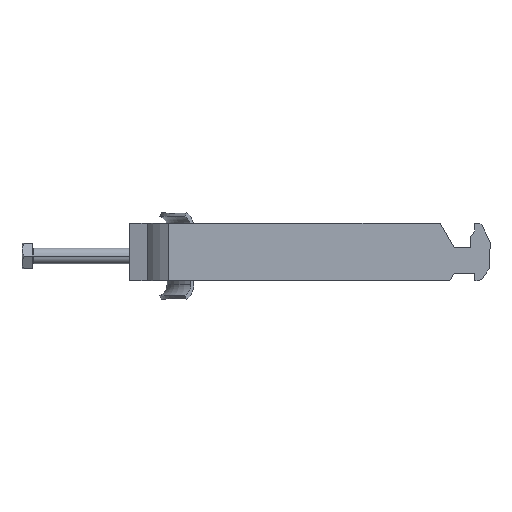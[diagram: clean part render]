
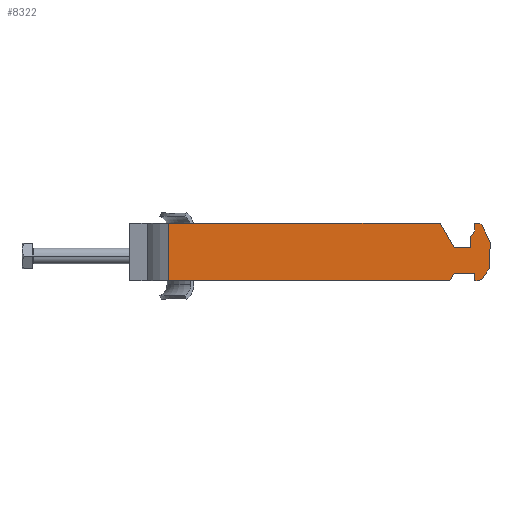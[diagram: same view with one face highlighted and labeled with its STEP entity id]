
A CAD part, left-side view. The second image highlights one B-rep face of the part: STEP entity #8322.
In plain terms, the highlighted planar face has unit normal (-1, 0, 0).
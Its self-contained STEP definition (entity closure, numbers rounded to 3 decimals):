
#45 = ORIENTED_EDGE ( 'NONE', *, *, #1861, .F. ) ;
#76 = LINE ( 'NONE', #11996, #4814 ) ;
#161 = VERTEX_POINT ( 'NONE', #699 ) ;
#219 = CARTESIAN_POINT ( 'NONE',  ( -19.5, -181., -11.25 ) ) ;
#288 = CARTESIAN_POINT ( 'NONE',  ( -19.5, -181., 1.75 ) ) ;
#292 = LINE ( 'NONE', #1218, #7646 ) ;
#379 = CARTESIAN_POINT ( 'NONE',  ( -19.5, -127., -8.25 ) ) ;
#392 = VECTOR ( 'NONE', #11599, 1000. ) ;
#451 = VERTEX_POINT ( 'NONE', #1409 ) ;
#535 = ORIENTED_EDGE ( 'NONE', *, *, #7421, .F. ) ;
#612 = LINE ( 'NONE', #10728, #7320 ) ;
#699 = CARTESIAN_POINT ( 'NONE',  ( -19.5, -137., 11.25 ) ) ;
#731 = VERTEX_POINT ( 'NONE', #4153 ) ;
#855 = VERTEX_POINT ( 'NONE', #379 ) ;
#951 = ORIENTED_EDGE ( 'NONE', *, *, #4050, .F. ) ;
#1068 = VECTOR ( 'NONE', #3525, 1000. ) ;
#1099 = CARTESIAN_POINT ( 'NONE',  ( -19.5, -181., 11.25 ) ) ;
#1218 = CARTESIAN_POINT ( 'NONE',  ( -19.5, -162.82, -10.416 ) ) ;
#1221 = CARTESIAN_POINT ( 'NONE',  ( -19.5, -138., -10.36 ) ) ;
#1231 = PLANE ( 'NONE',  #6504 ) ;
#1368 = EDGE_CURVE ( 'NONE', #10750, #8160, #9331, .T. ) ;
#1409 = CARTESIAN_POINT ( 'NONE',  ( -19.5, -15.314, 11.25 ) ) ;
#1437 = EDGE_CURVE ( 'NONE', #2696, #8327, #8984, .T. ) ;
#1535 = DIRECTION ( 'NONE',  ( 0., 1., 0. ) ) ;
#1663 = VERTEX_POINT ( 'NONE', #9439 ) ;
#1731 = VERTEX_POINT ( 'NONE', #10810 ) ;
#1828 = DIRECTION ( 'NONE',  ( 0., 0., 1. ) ) ;
#1833 = VECTOR ( 'NONE', #9703, 1000. ) ;
#1861 = EDGE_CURVE ( 'NONE', #9655, #7260, #11532, .T. ) ;
#1868 = DIRECTION ( 'NONE',  ( 0., -0.574, 0.819 ) ) ;
#1893 = VERTEX_POINT ( 'NONE', #6513 ) ;
#2008 = ORIENTED_EDGE ( 'NONE', *, *, #1368, .F. ) ;
#2173 = ORIENTED_EDGE ( 'NONE', *, *, #3943, .F. ) ;
#2346 = VECTOR ( 'NONE', #12601, 1000. ) ;
#2491 = LINE ( 'NONE', #8333, #4271 ) ;
#2662 = DIRECTION ( 'NONE',  ( 0., 1., 0. ) ) ;
#2696 = VERTEX_POINT ( 'NONE', #8754 ) ;
#2906 = VECTOR ( 'NONE', #8274, 1000. ) ;
#2976 = LINE ( 'NONE', #7026, #4128 ) ;
#3239 = EDGE_CURVE ( 'NONE', #731, #451, #2491, .T. ) ;
#3287 = DIRECTION ( 'NONE',  ( 0., 1., 0. ) ) ;
#3525 = DIRECTION ( 'NONE',  ( 0., 1., 0. ) ) ;
#3624 = CARTESIAN_POINT ( 'NONE',  ( -19.5, -135., 11.25 ) ) ;
#3635 = LINE ( 'NONE', #4703, #7134 ) ;
#3790 = DIRECTION ( 'NONE',  ( 0., 0.5, -0.866 ) ) ;
#3943 = EDGE_CURVE ( 'NONE', #161, #1731, #292, .T. ) ;
#4050 = EDGE_CURVE ( 'NONE', #1731, #2696, #7502, .T. ) ;
#4128 = VECTOR ( 'NONE', #3790, 1000. ) ;
#4153 = CARTESIAN_POINT ( 'NONE',  ( -19.5, -121.515, 11.25 ) ) ;
#4271 = VECTOR ( 'NONE', #3287, 1000. ) ;
#4279 = CARTESIAN_POINT ( 'NONE',  ( -19.5, -141., -6.075 ) ) ;
#4568 = ORIENTED_EDGE ( 'NONE', *, *, #6656, .T. ) ;
#4653 = ORIENTED_EDGE ( 'NONE', *, *, #5498, .F. ) ;
#4703 = CARTESIAN_POINT ( 'NONE',  ( -19.5, -181.916, 9.193 ) ) ;
#4720 = ORIENTED_EDGE ( 'NONE', *, *, #11881, .F. ) ;
#4736 = CARTESIAN_POINT ( 'NONE',  ( -19.5, -15.314, 11.25 ) ) ;
#4806 = VECTOR ( 'NONE', #9352, 1000. ) ;
#4814 = VECTOR ( 'NONE', #1868, 1000. ) ;
#5165 = CARTESIAN_POINT ( 'NONE',  ( -19.5, -162.3, 24.344 ) ) ;
#5174 = CARTESIAN_POINT ( 'NONE',  ( -19.5, -135., -11.25 ) ) ;
#5198 = VERTEX_POINT ( 'NONE', #11596 ) ;
#5209 = ORIENTED_EDGE ( 'NONE', *, *, #8081, .F. ) ;
#5306 = ORIENTED_EDGE ( 'NONE', *, *, #10340, .F. ) ;
#5315 = LINE ( 'NONE', #7287, #4806 ) ;
#5400 = ORIENTED_EDGE ( 'NONE', *, *, #10352, .F. ) ;
#5498 = EDGE_CURVE ( 'NONE', #855, #9655, #2976, .T. ) ;
#5672 = VECTOR ( 'NONE', #9182, 1000. ) ;
#5750 = CARTESIAN_POINT ( 'NONE',  ( -19.5, -135., 8.25 ) ) ;
#5759 = VERTEX_POINT ( 'NONE', #5174 ) ;
#5890 = LINE ( 'NONE', #8110, #9719 ) ;
#5944 = ORIENTED_EDGE ( 'NONE', *, *, #9058, .F. ) ;
#6026 = LINE ( 'NONE', #5165, #2906 ) ;
#6135 = FACE_OUTER_BOUND ( 'NONE', #9107, .T. ) ;
#6143 = ORIENTED_EDGE ( 'NONE', *, *, #3239, .T. ) ;
#6205 = CARTESIAN_POINT ( 'NONE',  ( -19.5, -136.386, -14.508 ) ) ;
#6263 = VECTOR ( 'NONE', #2662, 1000. ) ;
#6336 = DIRECTION ( 'NONE',  ( 0., 1., 0. ) ) ;
#6504 = AXIS2_PLACEMENT_3D ( 'NONE', #1099, #7258, #6336 ) ;
#6513 = CARTESIAN_POINT ( 'NONE',  ( -19.5, -135., -8.25 ) ) ;
#6656 = EDGE_CURVE ( 'NONE', #161, #8160, #5315, .T. ) ;
#6659 = LINE ( 'NONE', #4736, #1833 ) ;
#6890 = VECTOR ( 'NONE', #8920, 1000. ) ;
#7026 = CARTESIAN_POINT ( 'NONE',  ( -19.5, -148.944, 29.758 ) ) ;
#7047 = VERTEX_POINT ( 'NONE', #11639 ) ;
#7134 = VECTOR ( 'NONE', #7677, 1000. ) ;
#7189 = LINE ( 'NONE', #6205, #5672 ) ;
#7258 = DIRECTION ( 'NONE',  ( 1., 0., 0. ) ) ;
#7260 = VERTEX_POINT ( 'NONE', #10290 ) ;
#7287 = CARTESIAN_POINT ( 'NONE',  ( -19.5, -181., 11.25 ) ) ;
#7320 = VECTOR ( 'NONE', #1535, 1000. ) ;
#7337 = CARTESIAN_POINT ( 'NONE',  ( -19.5, -135., 11.25 ) ) ;
#7421 = EDGE_CURVE ( 'NONE', #8327, #10655, #6026, .T. ) ;
#7502 = LINE ( 'NONE', #7572, #2346 ) ;
#7568 = LINE ( 'NONE', #288, #392 ) ;
#7572 = CARTESIAN_POINT ( 'NONE',  ( -19.5, -144.831, -4.854 ) ) ;
#7646 = VECTOR ( 'NONE', #9369, 1000. ) ;
#7677 = DIRECTION ( 'NONE',  ( 0., 0.914, -0.407 ) ) ;
#7764 = LINE ( 'NONE', #12656, #6263 ) ;
#8081 = EDGE_CURVE ( 'NONE', #10655, #5198, #3635, .T. ) ;
#8110 = CARTESIAN_POINT ( 'NONE',  ( -19.5, -133.5, 11.25 ) ) ;
#8160 = VERTEX_POINT ( 'NONE', #11852 ) ;
#8237 = EDGE_CURVE ( 'NONE', #731, #9145, #7189, .T. ) ;
#8274 = DIRECTION ( 'NONE',  ( 0., 0.574, -0.819 ) ) ;
#8312 = CARTESIAN_POINT ( 'NONE',  ( -19.5, -141., 11.25 ) ) ;
#8322 = ADVANCED_FACE ( 'NONE', ( #6135 ), #1231, .F. ) ;
#8327 = VERTEX_POINT ( 'NONE', #4279 ) ;
#8333 = CARTESIAN_POINT ( 'NONE',  ( -19.5, -181., 11.25 ) ) ;
#8477 = VECTOR ( 'NONE', #11079, 1000. ) ;
#8754 = CARTESIAN_POINT ( 'NONE',  ( -19.5, -141., 3.75 ) ) ;
#8777 = CARTESIAN_POINT ( 'NONE',  ( -19.5, -127., 1.75 ) ) ;
#8813 = ORIENTED_EDGE ( 'NONE', *, *, #12894, .F. ) ;
#8920 = DIRECTION ( 'NONE',  ( 0., 0., 1. ) ) ;
#8984 = LINE ( 'NONE', #8312, #8477 ) ;
#9058 = EDGE_CURVE ( 'NONE', #7260, #451, #6659, .T. ) ;
#9107 = EDGE_LOOP ( 'NONE', ( #4653, #5400, #11159, #5306, #5209, #535, #10835, #951, #2173, #4568, #2008, #12288, #4720, #8813, #10160, #6143, #5944, #45 ) ) ;
#9145 = VERTEX_POINT ( 'NONE', #8777 ) ;
#9182 = DIRECTION ( 'NONE',  ( 0., -0.5, -0.866 ) ) ;
#9188 = EDGE_CURVE ( 'NONE', #7047, #10750, #76, .T. ) ;
#9331 = LINE ( 'NONE', #7337, #11632 ) ;
#9352 = DIRECTION ( 'NONE',  ( 0., 1., 0. ) ) ;
#9369 = DIRECTION ( 'NONE',  ( 0., -0.766, -0.643 ) ) ;
#9439 = CARTESIAN_POINT ( 'NONE',  ( -19.5, -133.5, 1.75 ) ) ;
#9655 = VERTEX_POINT ( 'NONE', #12819 ) ;
#9676 = EDGE_CURVE ( 'NONE', #5759, #1893, #11773, .T. ) ;
#9703 = DIRECTION ( 'NONE',  ( 0., 0., 1. ) ) ;
#9719 = VECTOR ( 'NONE', #10898, 1000. ) ;
#10160 = ORIENTED_EDGE ( 'NONE', *, *, #8237, .F. ) ;
#10290 = CARTESIAN_POINT ( 'NONE',  ( -19.5, -15.314, -11.25 ) ) ;
#10340 = EDGE_CURVE ( 'NONE', #5198, #5759, #7764, .T. ) ;
#10352 = EDGE_CURVE ( 'NONE', #1893, #855, #612, .T. ) ;
#10655 = VERTEX_POINT ( 'NONE', #1221 ) ;
#10728 = CARTESIAN_POINT ( 'NONE',  ( -19.5, -181., -8.25 ) ) ;
#10750 = VERTEX_POINT ( 'NONE', #5750 ) ;
#10810 = CARTESIAN_POINT ( 'NONE',  ( -19.5, -138.055, 10.365 ) ) ;
#10835 = ORIENTED_EDGE ( 'NONE', *, *, #1437, .F. ) ;
#10898 = DIRECTION ( 'NONE',  ( 0., 0., 1. ) ) ;
#11079 = DIRECTION ( 'NONE',  ( 0., 0., -1. ) ) ;
#11159 = ORIENTED_EDGE ( 'NONE', *, *, #9676, .F. ) ;
#11532 = LINE ( 'NONE', #219, #1068 ) ;
#11596 = CARTESIAN_POINT ( 'NONE',  ( -19.5, -136., -11.25 ) ) ;
#11599 = DIRECTION ( 'NONE',  ( 0., -1., 0. ) ) ;
#11632 = VECTOR ( 'NONE', #1828, 1000. ) ;
#11639 = CARTESIAN_POINT ( 'NONE',  ( -19.5, -133.5, 6.108 ) ) ;
#11773 = LINE ( 'NONE', #3624, #6890 ) ;
#11852 = CARTESIAN_POINT ( 'NONE',  ( -19.5, -135., 11.25 ) ) ;
#11881 = EDGE_CURVE ( 'NONE', #1663, #7047, #5890, .T. ) ;
#11996 = CARTESIAN_POINT ( 'NONE',  ( -19.5, -151.543, 31.876 ) ) ;
#12288 = ORIENTED_EDGE ( 'NONE', *, *, #9188, .F. ) ;
#12601 = DIRECTION ( 'NONE',  ( 0., -0.407, -0.914 ) ) ;
#12656 = CARTESIAN_POINT ( 'NONE',  ( -19.5, -181., -11.25 ) ) ;
#12819 = CARTESIAN_POINT ( 'NONE',  ( -19.5, -125.268, -11.25 ) ) ;
#12894 = EDGE_CURVE ( 'NONE', #9145, #1663, #7568, .T. ) ;
